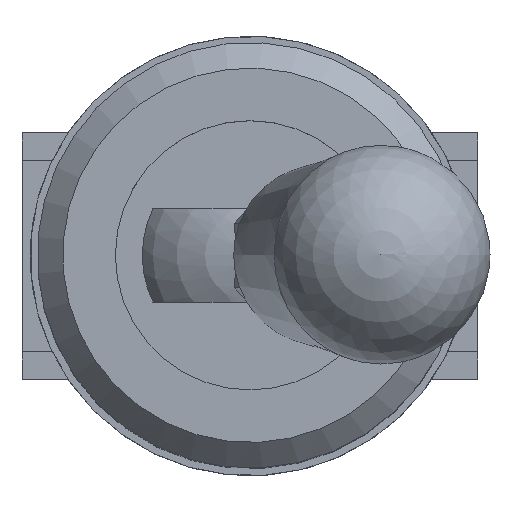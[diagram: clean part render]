
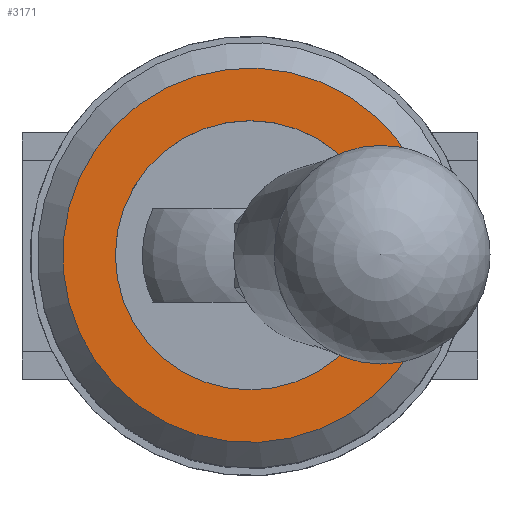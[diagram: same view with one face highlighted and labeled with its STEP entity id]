
A CAD part, top view. The second image highlights one B-rep face of the part: STEP entity #3171.
In plain terms, the highlighted planar face has unit normal (0, 0, 1).
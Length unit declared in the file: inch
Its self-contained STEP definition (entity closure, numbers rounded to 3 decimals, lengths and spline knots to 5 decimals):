
#3079=CARTESIAN_POINT('',(0.20273,0.03248,0.81811));
#3080=VERTEX_POINT('',#3079);
#3105=CARTESIAN_POINT('',(0.20273,-0.03248,0.81811));
#3106=VERTEX_POINT('',#3105);
#3120=CARTESIAN_POINT('',(0.,0.0,0.81811));
#3121=DIRECTION('',(0.0,0.0,-1.0));
#3122=DIRECTION('',(-0.99,-0.139,0.0));
#3123=AXIS2_PLACEMENT_3D('',#3120,#3121,#3122);
#3124=CIRCLE('',#3123,0.20531);
#3125=EDGE_CURVE('',#3106,#3080,#3124,.T.);
#3130=CARTESIAN_POINT('',(0.22313,0.22513,0.81811));
#3131=DIRECTION('',(0.0,0.0,1.0));
#3132=DIRECTION('',(1.0,0.0,0.0));
#3133=AXIS2_PLACEMENT_3D('',#3130,#3131,#3132);
#3134=PLANE('',#3133);
#3135=ORIENTED_EDGE('',*,*,#3125,.F.);
#3136=CARTESIAN_POINT('',(0.19989,-0.03248,0.81811));
#3137=VERTEX_POINT('',#3136);
#3138=CARTESIAN_POINT('',(0.19989,-0.03248,0.81811));
#3139=DIRECTION('',(1.0,0.0,0.0));
#3140=VECTOR('',#3139,0.00284);
#3141=LINE('',#3138,#3140);
#3142=EDGE_CURVE('',#3137,#3106,#3141,.T.);
#3143=ORIENTED_EDGE('',*,*,#3142,.F.);
#3144=CARTESIAN_POINT('',(0.19989,0.03248,0.81811));
#3145=VERTEX_POINT('',#3144);
#3146=CARTESIAN_POINT('',(0.19989,0.03248,0.81811));
#3147=DIRECTION('',(0.0,-1.0,0.0));
#3148=VECTOR('',#3147,0.06496);
#3149=LINE('',#3146,#3148);
#3150=EDGE_CURVE('',#3145,#3137,#3149,.T.);
#3151=ORIENTED_EDGE('',*,*,#3150,.F.);
#3152=CARTESIAN_POINT('',(0.20273,0.03248,0.81811));
#3153=DIRECTION('',(-1.0,0.0,0.0));
#3154=VECTOR('',#3153,0.00284);
#3155=LINE('',#3152,#3154);
#3156=EDGE_CURVE('',#3080,#3145,#3155,.T.);
#3157=ORIENTED_EDGE('',*,*,#3156,.F.);
#3158=EDGE_LOOP('',(#3135,#3143,#3151,#3157));
#3159=FACE_OUTER_BOUND('',#3158,.T.);
#3160=CARTESIAN_POINT('',(-0.14764,0.,0.81811));
#3161=VERTEX_POINT('',#3160);
#3162=CARTESIAN_POINT('',(0.,0.0,0.81811));
#3163=DIRECTION('',(0.0,0.0,-1.0));
#3164=DIRECTION('',(1.0,0.0,0.0));
#3165=AXIS2_PLACEMENT_3D('',#3162,#3163,#3164);
#3166=CIRCLE('',#3165,0.14764);
#3167=EDGE_CURVE('',#3161,#3161,#3166,.T.);
#3168=ORIENTED_EDGE('',*,*,#3167,.T.);
#3169=EDGE_LOOP('',(#3168));
#3170=FACE_BOUND('',#3169,.T.);
#3171=ADVANCED_FACE('',(#3159,#3170),#3134,.T.);
